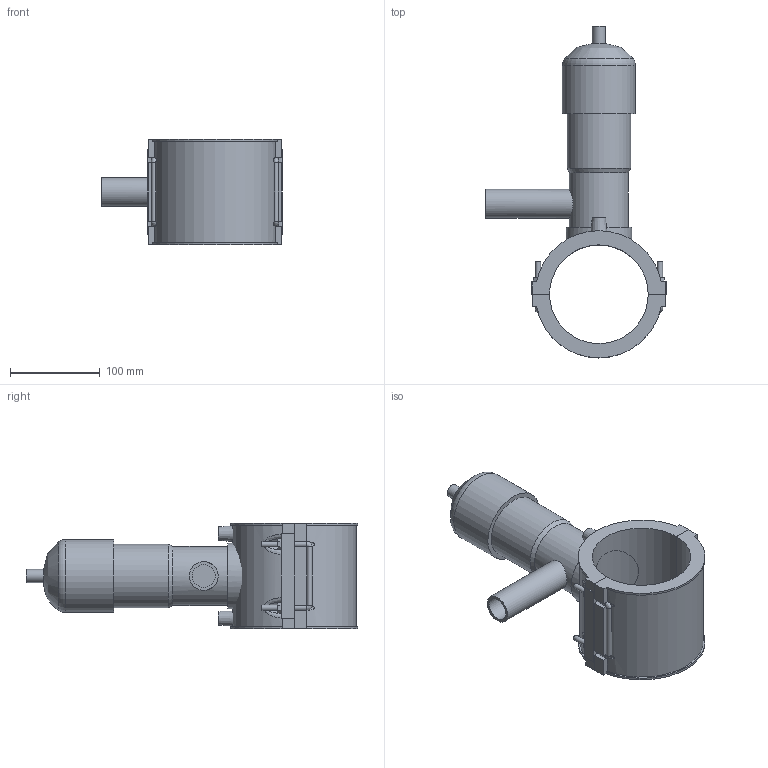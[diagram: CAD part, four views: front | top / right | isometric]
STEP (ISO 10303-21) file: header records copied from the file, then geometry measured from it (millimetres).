
FILE_DESCRIPTION(/* description */ ('PLASSON TAPPING VALVE 110-32'),/* implementation_level */ '2;1');
FILE_NAME(/* name */ '495404110032.ipt.stp',/* time_stamp */ '2017-11-06T09:18:34+02:00',/* author */ ('KIM'),/* organization */ (''),/* preprocessor_version */ 'ST-DEVELOPER v15.6',/* originating_system */ 'Autodesk Inventor 2015',/* authorisation */ '');
FILE_SCHEMA (('AUTOMOTIVE_DESIGN { 1 0 10303 214 3 1 1 }'));
Length unit declared in the file: millimetre
Products named in the file (1): 495404110032
Bounding box: 201 x 369.81 x 118 mm (x, y, z)
Volume: 1622828.4 mm3; surface area: 207298.8 mm2
Topology: 2 solids, 4 shells, 157 faces, 389 edges, 246 vertices
Faces by surface type: plane 93, cylinder 43, bspline 13, cone 7, torus 1
Full cylindrical faces by diameter (mm): 4 x2, 6 x8, 10 x2, 14.64 x1, 25.6 x1, 32 x1, 65.88 x1, 70.76 x1, 73.2 x1, 81.333 x1
Entity records: 5257 total; most frequent: CARTESIAN_POINT 1729, ORIENTED_EDGE 698, DIRECTION 695, EDGE_CURVE 347, AXIS2_PLACEMENT_3D 240, VERTEX_POINT 239, LINE 215, VECTOR 215
